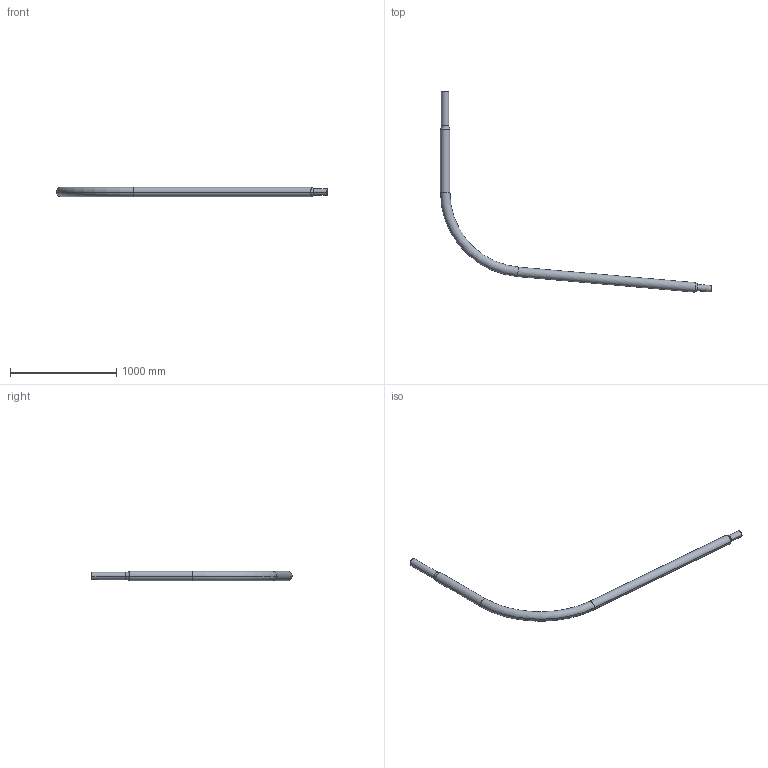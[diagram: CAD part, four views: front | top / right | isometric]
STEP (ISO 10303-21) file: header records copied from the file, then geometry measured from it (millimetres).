
FILE_DESCRIPTION (( 'STEP AP214' ), '1' );
FILE_NAME ('130140KXXX P225CK 4607977 P-KARTIOVARSI_3D.step', '2022-05-28T14:16:45', ( '' ), ( '' ), 'SwSTEP 2.0', 'SolidWorks 2021', '' );
FILE_SCHEMA (( 'AUTOMOTIVE_DESIGN' ));
Length unit declared in the file: millimetre
Products named in the file (1): 130140KXXX P225CK 4607977 P-KARTIOVARSI_3D
Bounding box: 2547.24 x 1881.28 x 88.9 mm (x, y, z)
Volume: 3240808.9 mm3; surface area: 2027507.1 mm2
Topology: 1 solids, 1 shells, 53 faces, 118 edges, 68 vertices
Faces by surface type: cylinder 25, torus 14, plane 10, bspline 3, sphere 1
Entity records: 1683 total; most frequent: CARTESIAN_POINT 455, DIRECTION 279, ORIENTED_EDGE 234, AXIS2_PLACEMENT_3D 120, EDGE_CURVE 117, CIRCLE 69, VERTEX_POINT 68, EDGE_LOOP 57
